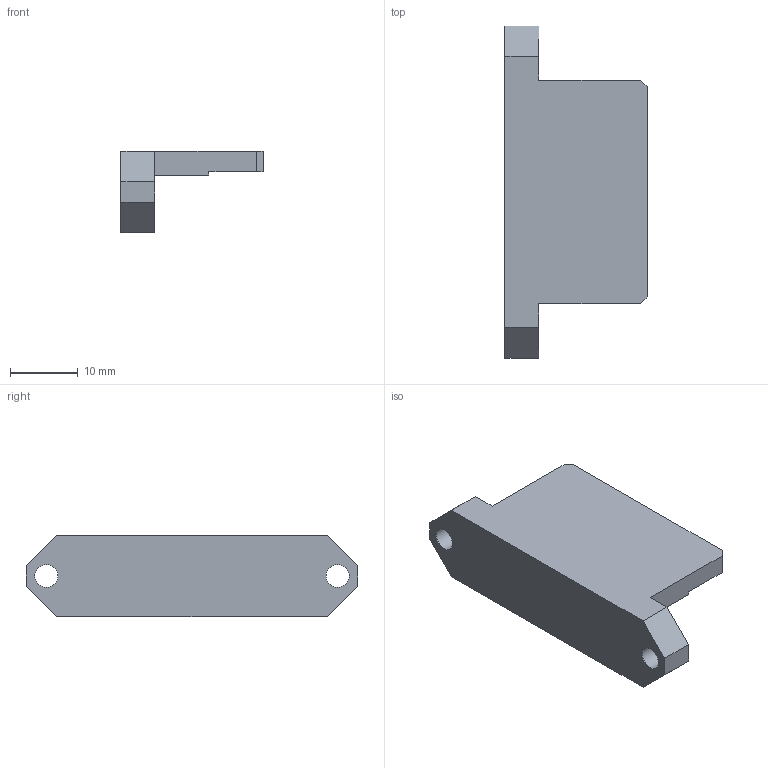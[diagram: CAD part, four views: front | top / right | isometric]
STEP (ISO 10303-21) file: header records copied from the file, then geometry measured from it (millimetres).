
FILE_DESCRIPTION (( 'STEP AP214' ), '1' );
FILE_NAME ('support_right_encoder_top_bis.STEP', '2021-04-15T07:48:46', ( '' ), ( '' ), 'SwSTEP 2.0', 'SolidWorks 2020', '' );
FILE_SCHEMA (( 'AUTOMOTIVE_DESIGN' ));
Length unit declared in the file: millimetre
Products named in the file (1): support_right_encoder_top_bis
Bounding box: 21 x 49 x 12 mm (x, y, z)
Volume: 4359.7 mm3; surface area: 2877.3 mm2
Topology: 1 solids, 1 shells, 20 faces, 54 edges, 36 vertices
Faces by surface type: plane 18, cylinder 2
Full cylindrical faces by diameter (mm): 3.4 x2
Entity records: 654 total; most frequent: CARTESIAN_POINT 109, ORIENTED_EDGE 104, DIRECTION 98, EDGE_CURVE 52, LINE 48, VECTOR 48, VERTEX_POINT 36, EDGE_LOOP 26
